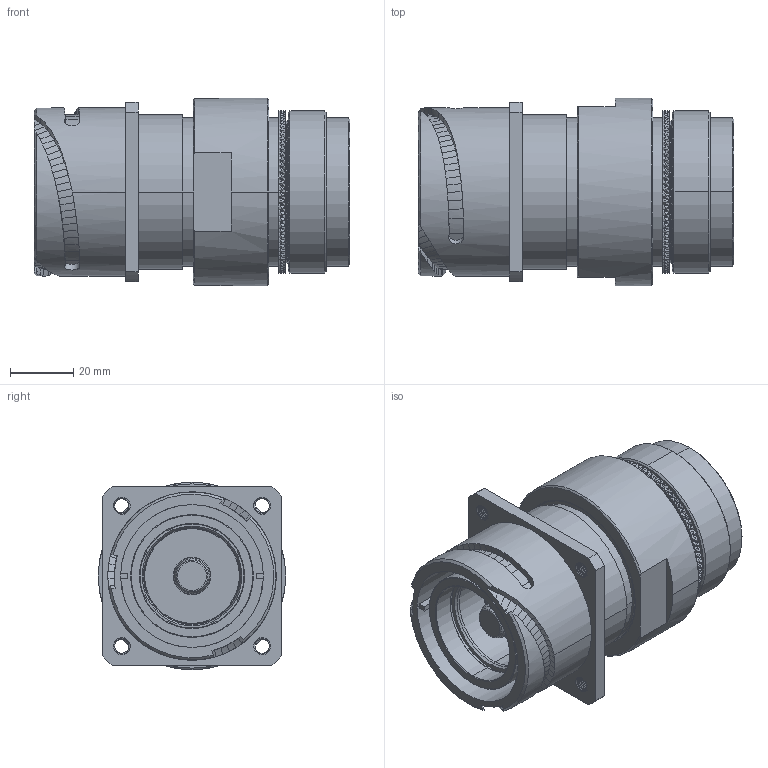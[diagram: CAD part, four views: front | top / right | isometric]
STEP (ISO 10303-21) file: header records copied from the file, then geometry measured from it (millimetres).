
FILE_DESCRIPTION((''),'2;1');
FILE_NAME('GCE3100E32M240P-B-T14','2024-07-12T09:16:06',('paultorloting'),('NET AG system integration'),'CREO PARAMETRIC BY PTC INC, 2021404','CREO PARAMETRIC BY PTC INC, 2021404','');
FILE_SCHEMA(('AUTOMOTIVE_DESIGN { 1 0 10303 214 1 1 1 1 }'));
Products named in the file (1): GCE3100E32M240P-B-T14
Bounding box: 100.2 x 59.5 x 59.5 mm (x, y, z)
Volume: 192478.6 mm3; surface area: 37985.5 mm2
Topology: 1 solids, 1 shells, 1302 faces, 3302 edges, 2029 vertices
Faces by surface type: plane 811, bspline 238, cylinder 203, cone 34, torus 16
Entity records: 55694 total; most frequent: CARTESIAN_POINT 18669, ORIENTED_EDGE 6604, DIRECTION 4825, EDGE_CURVE 3302, VECTOR 2040, LINE 2040, VERTEX_POINT 2029, AXIS2_PLACEMENT_3D 1391
